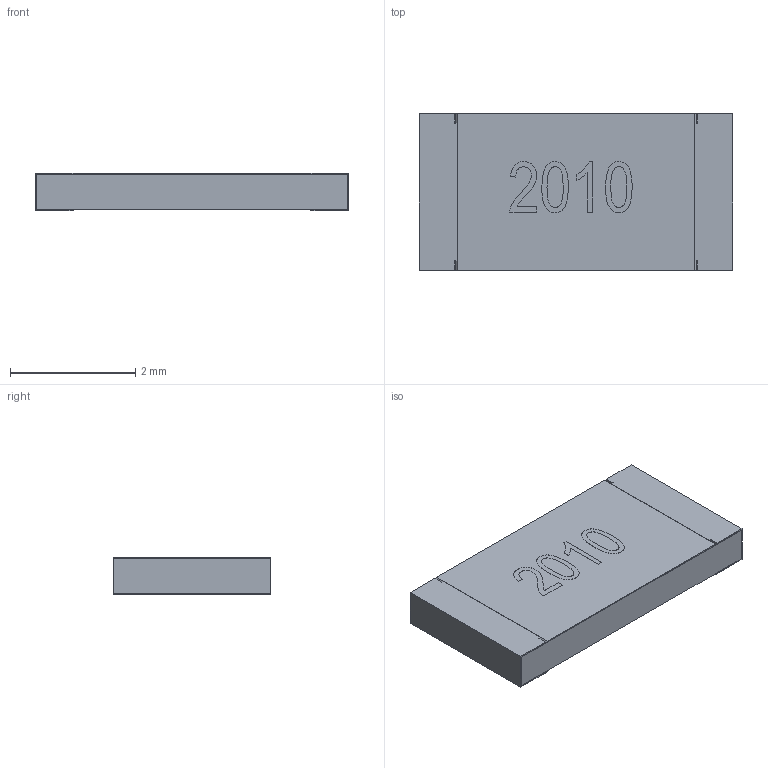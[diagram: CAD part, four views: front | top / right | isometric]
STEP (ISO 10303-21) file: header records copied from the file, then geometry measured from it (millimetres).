
FILE_DESCRIPTION(/* description */ (''),/* implementation_level */ '2;1');
FILE_NAME(/* name */ 'User Library-.step',/* time_stamp */ '2021-02-08T12:48:42+02:00',/* author */ (''),/* organization */ (''),/* preprocessor_version */ 'ST-DEVELOPER v18.1',/* originating_system */ 'Autodesk Translation Framework v9.7.1.1290',/* authorisation */ '');
FILE_SCHEMA (('AUTOMOTIVE_DESIGN { 1 0 10303 214 3 1 1 }'));
Length unit declared in the file: millimetre
Products named in the file (1): (Unsaved)
Bounding box: 5 x 2.5 x 0.6 mm (x, y, z)
Volume: 7.3 mm3; surface area: 70.4 mm2
Topology: 4 solids, 4 shells, 83 faces, 207 edges, 138 vertices
Faces by surface type: plane 55, bspline 28
Entity records: 4170 total; most frequent: CARTESIAN_POINT 2241, ORIENTED_EDGE 414, DIRECTION 263, EDGE_CURVE 207, LINE 151, VECTOR 151, VERTEX_POINT 138, EDGE_LOOP 89
